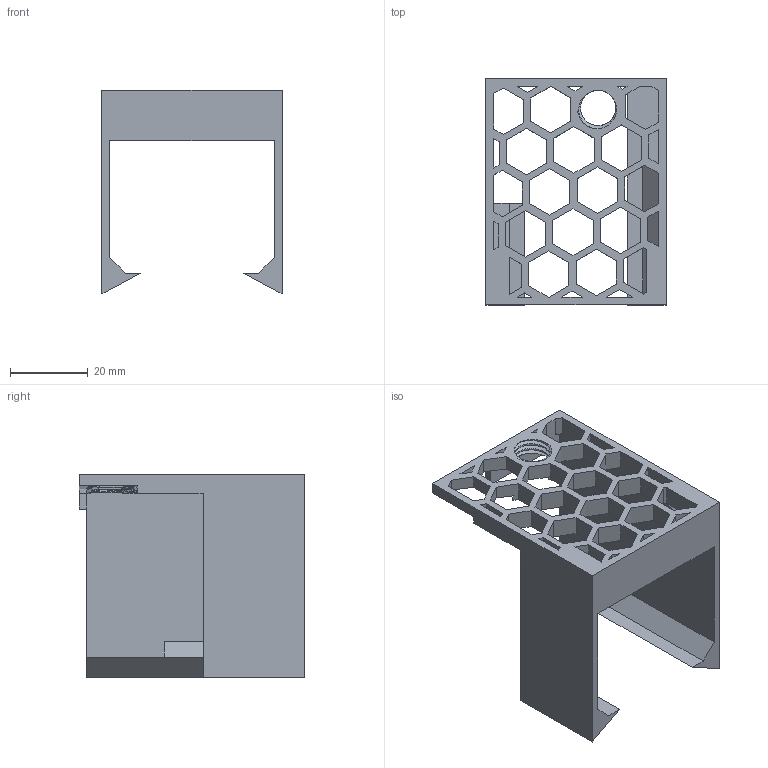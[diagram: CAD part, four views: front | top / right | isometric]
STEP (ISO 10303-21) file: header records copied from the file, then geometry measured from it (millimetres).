
FILE_DESCRIPTION(/* description */ (''),/* implementation_level */ '2;1');
FILE_NAME(/* name */ 'ender_3_direct_drive_conversion_adapter.step',/* time_stamp */ '2021-03-03T23:23:20-05:00',/* author */ (''),/* organization */ (''),/* preprocessor_version */ 'ST-DEVELOPER v18.1',/* originating_system */ 'Autodesk Translation Framework v9.10.0.1330',/* authorisation */ '');
FILE_SCHEMA (('AUTOMOTIVE_DESIGN { 1 0 10303 214 3 1 1 }'));
Length unit declared in the file: millimetre
Products named in the file (1): saved
Bounding box: 46.45 x 58.3 x 52.53 mm (x, y, z)
Volume: 16158.4 mm3; surface area: 16930.4 mm2
Topology: 1 solids, 1 shells, 168 faces, 545 edges, 361 vertices
Faces by surface type: plane 158, cylinder 8, bspline 2
Full cylindrical faces by diameter (mm): 9.126 x2, 10.798 x2
Entity records: 6962 total; most frequent: CARTESIAN_POINT 2078, ORIENTED_EDGE 1090, DIRECTION 865, EDGE_CURVE 545, LINE 521, VECTOR 521, VERTEX_POINT 361, EDGE_LOOP 206
